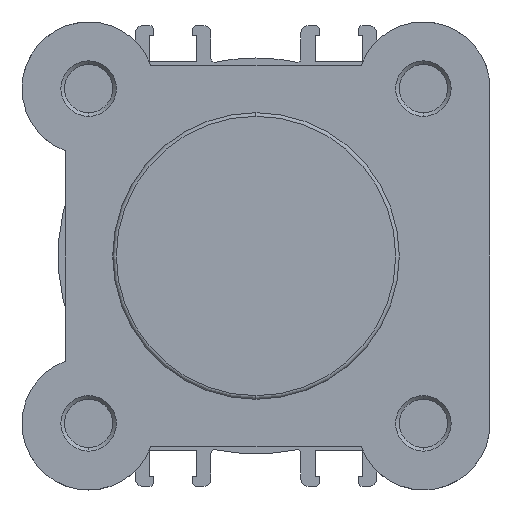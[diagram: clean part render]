
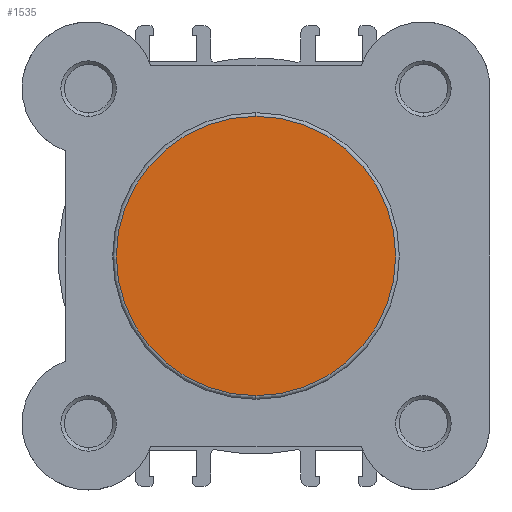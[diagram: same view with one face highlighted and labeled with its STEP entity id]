
A CAD part, left-side view. The second image highlights one B-rep face of the part: STEP entity #1535.
In plain terms, the highlighted planar face has unit normal (-1, 0, 0).
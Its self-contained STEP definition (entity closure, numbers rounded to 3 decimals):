
#586 = VERTEX_POINT ( 'NONE', #962 ) ;
#656 = VERTEX_POINT ( 'NONE', #1032 ) ;
#962 = CARTESIAN_POINT ( 'NONE',  ( 0., 0., -19.4 ) ) ;
#1032 = CARTESIAN_POINT ( 'NONE',  ( 0., 0., 19.4 ) ) ;
#1108 = CARTESIAN_POINT ( 'NONE',  ( 0., 19.9, 0. ) ) ;
#1109 = PLANE ( 'NONE',  #1945 ) ;
#1110 = DIRECTION ( 'NONE',  ( 1., 0., 0. ) ) ;
#1111 = DIRECTION ( 'NONE',  ( 0., 0., -1. ) ) ;
#1535 = ADVANCED_FACE ( 'NONE', ( #4829 ), #1109, .F. ) ;
#1945 = AXIS2_PLACEMENT_3D ( 'NONE', #1108, #1110, #1111 ) ;
#2297 = AXIS2_PLACEMENT_3D ( 'NONE', #3404, #3405, #3406 ) ;
#2452 = AXIS2_PLACEMENT_3D ( 'NONE', #6987, #6989, #6990 ) ;
#3404 = CARTESIAN_POINT ( 'NONE',  ( 0., 0., 0. ) ) ;
#3405 = DIRECTION ( 'NONE',  ( -1., 0., 0. ) ) ;
#3406 = DIRECTION ( 'NONE',  ( 0., 0., -1. ) ) ;
#3706 = EDGE_CURVE ( 'NONE', #586, #656, #5598, .T. ) ;
#3882 = EDGE_LOOP ( 'NONE', ( #4079, #4080 ) ) ;
#4079 = ORIENTED_EDGE ( 'NONE', *, *, #3706, .T. ) ;
#4080 = ORIENTED_EDGE ( 'NONE', *, *, #7481, .T. ) ;
#4829 = FACE_OUTER_BOUND ( 'NONE', #3882, .T. ) ;
#5598 = CIRCLE ( 'NONE', #2297, 19.4 ) ;
#6251 = CIRCLE ( 'NONE', #2452, 19.4 ) ;
#6987 = CARTESIAN_POINT ( 'NONE',  ( 0., 0., 0. ) ) ;
#6989 = DIRECTION ( 'NONE',  ( -1., 0., 0. ) ) ;
#6990 = DIRECTION ( 'NONE',  ( 0., 0., -1. ) ) ;
#7481 = EDGE_CURVE ( 'NONE', #656, #586, #6251, .T. ) ;
